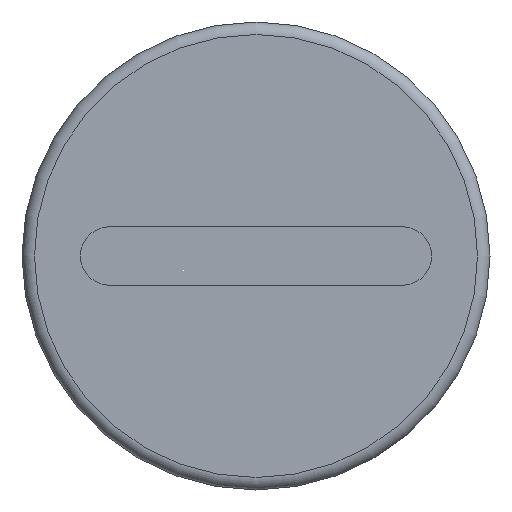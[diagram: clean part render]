
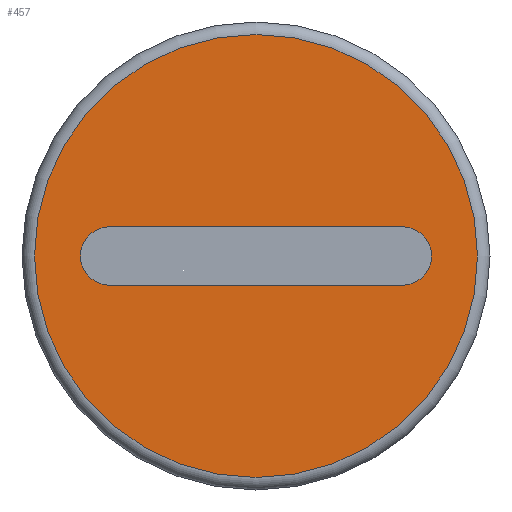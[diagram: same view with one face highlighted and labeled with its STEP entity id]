
A CAD part, front view. The second image highlights one B-rep face of the part: STEP entity #457.
In plain terms, the highlighted planar face has unit normal (0, -1, 0).
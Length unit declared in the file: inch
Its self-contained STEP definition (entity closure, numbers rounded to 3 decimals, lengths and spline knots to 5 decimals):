
#20=FACE_BOUND('',#82,.T.);
#32=PLANE('',#525);
#54=FACE_OUTER_BOUND('',#81,.T.);
#81=EDGE_LOOP('',(#386,#387));
#82=EDGE_LOOP('',(#388,#389,#390,#391));
#96=LINE('',#704,#129);
#100=LINE('',#715,#133);
#129=VECTOR('',#567,0.3937);
#133=VECTOR('',#579,0.3937);
#156=CIRCLE('',#489,0.09375);
#158=CIRCLE('',#493,0.09375);
#168=CIRCLE('',#515,0.71);
#173=CIRCLE('',#520,0.71);
#188=VERTEX_POINT('',#694);
#189=VERTEX_POINT('',#695);
#192=VERTEX_POINT('',#703);
#194=VERTEX_POINT('',#709);
#212=VERTEX_POINT('',#768);
#213=VERTEX_POINT('',#769);
#234=EDGE_CURVE('',#188,#189,#156,.T.);
#238=EDGE_CURVE('',#192,#188,#96,.T.);
#241=EDGE_CURVE('',#194,#192,#158,.T.);
#244=EDGE_CURVE('',#189,#194,#100,.T.);
#270=EDGE_CURVE('',#212,#213,#168,.T.);
#275=EDGE_CURVE('',#213,#212,#173,.T.);
#386=ORIENTED_EDGE('',*,*,#270,.F.);
#387=ORIENTED_EDGE('',*,*,#275,.F.);
#388=ORIENTED_EDGE('',*,*,#234,.T.);
#389=ORIENTED_EDGE('',*,*,#244,.T.);
#390=ORIENTED_EDGE('',*,*,#241,.T.);
#391=ORIENTED_EDGE('',*,*,#238,.T.);
#457=ADVANCED_FACE('',(#54,#20),#32,.F.);
#489=AXIS2_PLACEMENT_3D('',#696,#559,#560);
#493=AXIS2_PLACEMENT_3D('',#710,#572,#573);
#515=AXIS2_PLACEMENT_3D('',#770,#635,#636);
#520=AXIS2_PLACEMENT_3D('',#778,#645,#646);
#525=AXIS2_PLACEMENT_3D('',#787,#656,#657);
#559=DIRECTION('center_axis',(0.,1.,0.));
#560=DIRECTION('ref_axis',(0.,0.,-1.));
#567=DIRECTION('',(-1.,0.,0.));
#572=DIRECTION('center_axis',(0.,1.,0.));
#573=DIRECTION('ref_axis',(0.,0.,1.));
#579=DIRECTION('',(1.,0.,0.));
#635=DIRECTION('center_axis',(0.,1.,0.));
#636=DIRECTION('ref_axis',(1.,0.,0.));
#645=DIRECTION('center_axis',(0.,1.,0.));
#646=DIRECTION('ref_axis',(1.,0.,0.));
#656=DIRECTION('center_axis',(0.,1.,0.));
#657=DIRECTION('ref_axis',(0.,0.,1.));
#694=CARTESIAN_POINT('',(-0.46875,-1.5075,-0.09375));
#695=CARTESIAN_POINT('',(-0.46875,-1.5075,0.09375));
#696=CARTESIAN_POINT('Origin',(-0.46875,-1.5075,0.));
#703=CARTESIAN_POINT('',(0.46875,-1.5075,-0.09375));
#704=CARTESIAN_POINT('',(0.23438,-1.5075,-0.09375));
#709=CARTESIAN_POINT('',(0.46875,-1.5075,0.09375));
#710=CARTESIAN_POINT('Origin',(0.46875,-1.5075,0.));
#715=CARTESIAN_POINT('',(-0.23438,-1.5075,0.09375));
#768=CARTESIAN_POINT('',(-0.71,-1.5075,0.));
#769=CARTESIAN_POINT('',(0.,-1.5075,0.71));
#770=CARTESIAN_POINT('Origin',(0.,-1.5075,0.));
#778=CARTESIAN_POINT('Origin',(0.,-1.5075,0.));
#787=CARTESIAN_POINT('Origin',(0.,-1.5075,0.));
